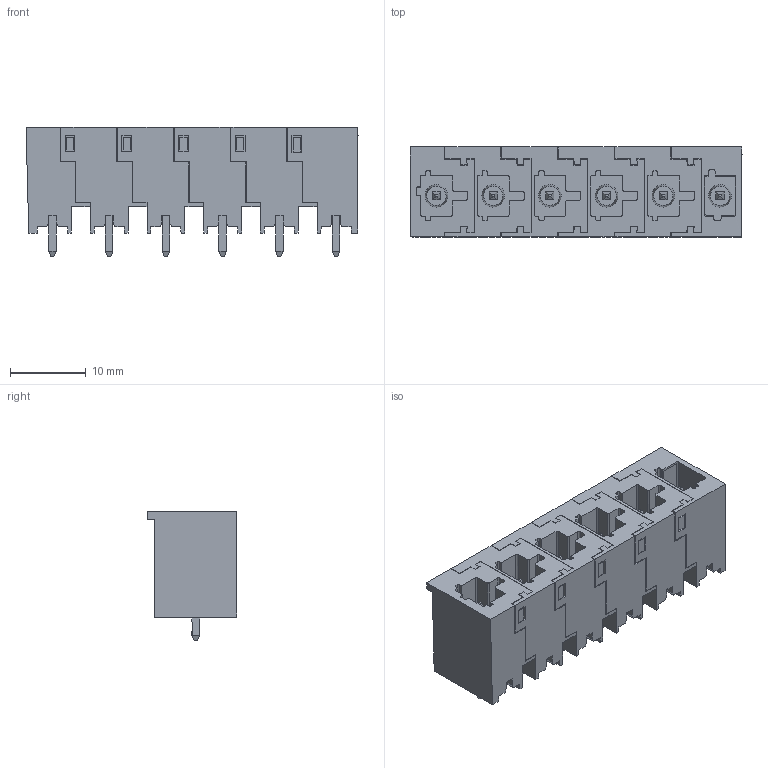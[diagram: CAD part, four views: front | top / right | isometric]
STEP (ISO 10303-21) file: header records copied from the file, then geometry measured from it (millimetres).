
FILE_DESCRIPTION(('CATIA V5 STEP Exchange','CAx-IF Rec.Pracs.--- Model Styling and Organization---1.4--- 2014-01-23'),'2;1');
FILE_NAME ('1361537-2_1_8000078318_8000078318.stp','2022-02-01T09:45:02+00:00',('none'),('Weidmueller'),'CATIA Version 5-6 Release 2016 SP3 HF44','CATIA V5 STEP AP214','none');
FILE_SCHEMA(('AUTOMOTIVE_DESIGN { 1 0 10303 214 1 1 1 1 }'));
Length unit declared in the file: millimetre
Products named in the file (1): 8000078318
Bounding box: 43.9 x 11.9 x 17.15 mm (x, y, z)
Volume: 4575 mm3; surface area: 7129.9 mm2
Topology: 12 solids, 12 shells, 729 faces, 2039 edges, 1345 vertices
Faces by surface type: plane 629, extrusion 60, cylinder 28, cone 12
Entity records: 24832 total; most frequent: CARTESIAN_POINT 5674, ORIENTED_EDGE 4078, DIRECTION 3287, EDGE_CURVE 2039, VECTOR 1899, LINE 1839, VERTEX_POINT 1345, EDGE_LOOP 772
